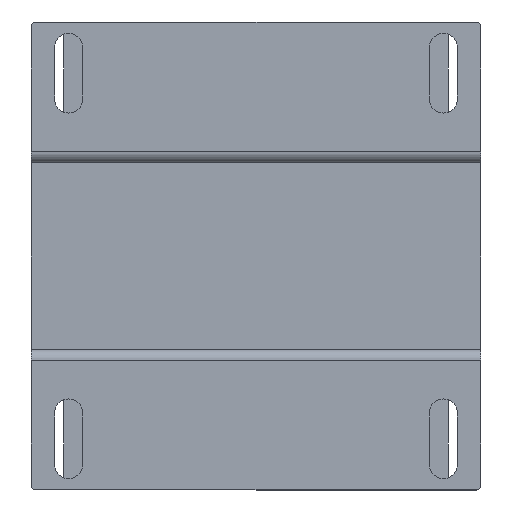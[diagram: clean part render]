
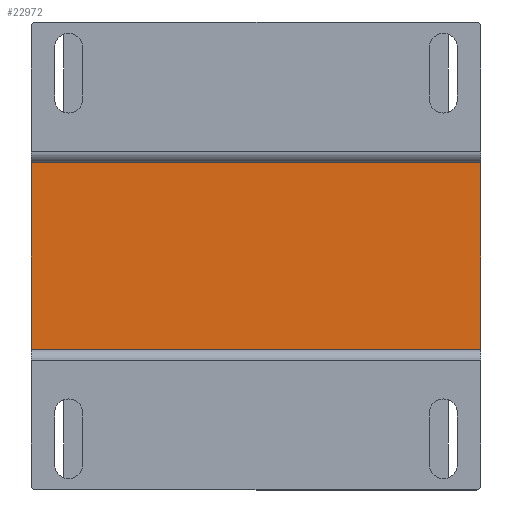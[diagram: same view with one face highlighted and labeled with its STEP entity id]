
A CAD part, front view. The second image highlights one B-rep face of the part: STEP entity #22972.
In plain terms, the highlighted planar face has unit normal (0, -1, 0).
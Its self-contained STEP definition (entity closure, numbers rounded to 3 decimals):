
#7647 = EDGE_CURVE ( 'NONE', #104938, #71381, #119654, .T. ) ;
#10636 = LINE ( 'NONE', #101719, #35098 ) ;
#13309 = CARTESIAN_POINT ( 'NONE',  ( 0., -80., 0. ) ) ;
#16843 = EDGE_CURVE ( 'NONE', #71195, #90164, #10636, .T. ) ;
#22972 = ADVANCED_FACE ( 'NONE', ( #88214 ), #121412, .F. ) ;
#24784 = CARTESIAN_POINT ( 'NONE',  ( 96., -80., 0. ) ) ;
#27189 = VECTOR ( 'NONE', #98498, 1000. ) ;
#27741 = CARTESIAN_POINT ( 'NONE',  ( 96., -80., 39.878 ) ) ;
#28146 = AXIS2_PLACEMENT_3D ( 'NONE', #86747, #88968, #51344 ) ;
#31610 = CARTESIAN_POINT ( 'NONE',  ( 0., -80., 39.878 ) ) ;
#35098 = VECTOR ( 'NONE', #111563, 1000. ) ;
#40810 = ORIENTED_EDGE ( 'NONE', *, *, #82914, .F. ) ;
#51344 = DIRECTION ( 'NONE',  ( 0., 0., 1. ) ) ;
#52498 = CARTESIAN_POINT ( 'NONE',  ( 0., -80., 39.878 ) ) ;
#52654 = VECTOR ( 'NONE', #134097, 1000. ) ;
#54653 = ORIENTED_EDGE ( 'NONE', *, *, #7647, .F. ) ;
#64108 = EDGE_CURVE ( 'NONE', #90164, #71381, #100288, .T. ) ;
#71195 = VERTEX_POINT ( 'NONE', #31610 ) ;
#71381 = VERTEX_POINT ( 'NONE', #24784 ) ;
#80797 = CARTESIAN_POINT ( 'NONE',  ( 96., -80., 39.878 ) ) ;
#82914 = EDGE_CURVE ( 'NONE', #71195, #104938, #135955, .T. ) ;
#86747 = CARTESIAN_POINT ( 'NONE',  ( 0., -80., 39.878 ) ) ;
#86796 = ORIENTED_EDGE ( 'NONE', *, *, #16843, .T. ) ;
#87494 = CARTESIAN_POINT ( 'NONE',  ( 0., -80., 0. ) ) ;
#88214 = FACE_OUTER_BOUND ( 'NONE', #127379, .T. ) ;
#88968 = DIRECTION ( 'NONE',  ( 0., 1., 0. ) ) ;
#90164 = VERTEX_POINT ( 'NONE', #13309 ) ;
#98498 = DIRECTION ( 'NONE',  ( 1., 0., 0. ) ) ;
#100288 = LINE ( 'NONE', #87494, #52654 ) ;
#101719 = CARTESIAN_POINT ( 'NONE',  ( 0., -80., 39.878 ) ) ;
#104938 = VERTEX_POINT ( 'NONE', #80797 ) ;
#105889 = VECTOR ( 'NONE', #142852, 1000. ) ;
#106558 = ORIENTED_EDGE ( 'NONE', *, *, #64108, .T. ) ;
#111563 = DIRECTION ( 'NONE',  ( 0., 0., -1. ) ) ;
#119654 = LINE ( 'NONE', #27741, #105889 ) ;
#121412 = PLANE ( 'NONE',  #28146 ) ;
#127379 = EDGE_LOOP ( 'NONE', ( #106558, #54653, #40810, #86796 ) ) ;
#134097 = DIRECTION ( 'NONE',  ( 1., 0., 0. ) ) ;
#135955 = LINE ( 'NONE', #52498, #27189 ) ;
#142852 = DIRECTION ( 'NONE',  ( 0., 0., -1. ) ) ;
